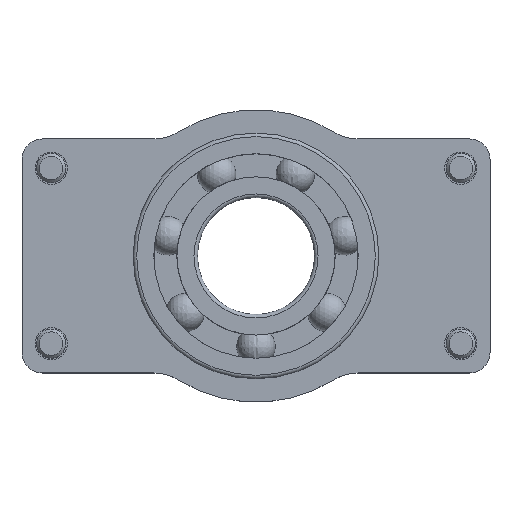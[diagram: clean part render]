
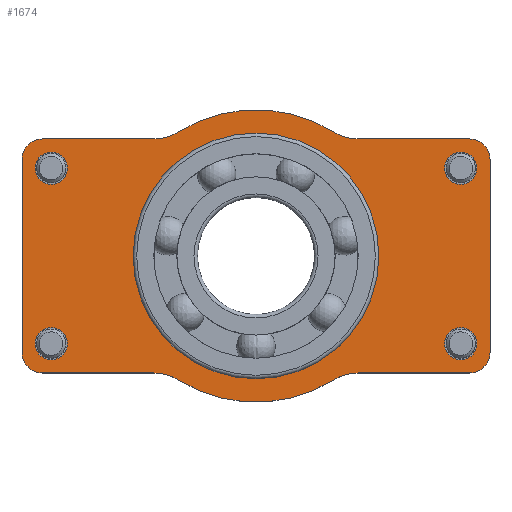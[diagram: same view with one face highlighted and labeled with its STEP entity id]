
A CAD part, top view. The second image highlights one B-rep face of the part: STEP entity #1674.
In plain terms, the highlighted planar face has unit normal (0, 0, 1).
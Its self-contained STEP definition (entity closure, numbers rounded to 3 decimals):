
#217=CARTESIAN_POINT('',(-32.25,15.0,7.5));
#218=VERTEX_POINT('',#217);
#219=CARTESIAN_POINT('',(-35.,15.0,7.5));
#220=DIRECTION('',(0.0,0.0,-1.0));
#221=DIRECTION('',(-1.0,0.0,0.0));
#222=AXIS2_PLACEMENT_3D('',#219,#220,#221);
#223=CIRCLE('',#222,2.75);
#224=EDGE_CURVE('',#218,#218,#223,.T.);
#342=CARTESIAN_POINT('',(-32.25,-15.0,7.5));
#343=VERTEX_POINT('',#342);
#344=CARTESIAN_POINT('',(-35.0,-15.0,7.5));
#345=DIRECTION('',(0.0,0.0,-1.0));
#346=DIRECTION('',(-1.0,0.0,0.0));
#347=AXIS2_PLACEMENT_3D('',#344,#345,#346);
#348=CIRCLE('',#347,2.75);
#349=EDGE_CURVE('',#343,#343,#348,.T.);
#467=CARTESIAN_POINT('',(37.75,-15.0,7.5));
#468=VERTEX_POINT('',#467);
#469=CARTESIAN_POINT('',(35.0,-15.0,7.5));
#470=DIRECTION('',(0.0,0.0,-1.0));
#471=DIRECTION('',(-1.0,0.0,0.0));
#472=AXIS2_PLACEMENT_3D('',#469,#470,#471);
#473=CIRCLE('',#472,2.75);
#474=EDGE_CURVE('',#468,#468,#473,.T.);
#592=CARTESIAN_POINT('',(37.75,15.0,7.5));
#593=VERTEX_POINT('',#592);
#594=CARTESIAN_POINT('',(35.0,15.0,7.5));
#595=DIRECTION('',(0.0,0.0,-1.0));
#596=DIRECTION('',(-1.0,0.0,0.0));
#597=AXIS2_PLACEMENT_3D('',#594,#595,#596);
#598=CIRCLE('',#597,2.75);
#599=EDGE_CURVE('',#593,#593,#598,.T.);
#1113=CARTESIAN_POINT('',(-36.5,-20.0,7.5));
#1114=VERTEX_POINT('',#1113);
#1121=CARTESIAN_POINT('',(-40.0,-16.5,7.5));
#1122=VERTEX_POINT('',#1121);
#1123=CARTESIAN_POINT('',(-36.5,-16.5,7.5));
#1124=DIRECTION('',(0.0,0.0,-1.0));
#1125=DIRECTION('',(-0.707,-0.707,0.0));
#1126=AXIS2_PLACEMENT_3D('',#1123,#1124,#1125);
#1127=CIRCLE('',#1126,3.5);
#1128=EDGE_CURVE('',#1114,#1122,#1127,.T.);
#1145=CARTESIAN_POINT('',(-17.464,-20.0,7.5));
#1146=VERTEX_POINT('',#1145);
#1153=CARTESIAN_POINT('',(-17.464,-20.0,7.5));
#1154=DIRECTION('',(-1.0,0.0,0.0));
#1155=VECTOR('',#1154,19.036);
#1156=LINE('',#1153,#1155);
#1157=EDGE_CURVE('',#1146,#1114,#1156,.T.);
#1169=CARTESIAN_POINT('',(-13.23,-21.212,7.5));
#1170=VERTEX_POINT('',#1169);
#1177=CARTESIAN_POINT('',(-17.464,-28.0,7.5));
#1178=DIRECTION('',(0.0,0.0,1.0));
#1179=DIRECTION('',(0.275,0.961,0.0));
#1180=AXIS2_PLACEMENT_3D('',#1177,#1178,#1179);
#1181=CIRCLE('',#1180,8.0);
#1182=EDGE_CURVE('',#1170,#1146,#1181,.T.);
#1194=CARTESIAN_POINT('',(13.23,-21.212,7.5));
#1195=VERTEX_POINT('',#1194);
#1202=CARTESIAN_POINT('',(0.0,0.0,7.5));
#1203=DIRECTION('',(0.0,0.0,-1.0));
#1204=DIRECTION('',(-0.6,-0.8,0.0));
#1205=AXIS2_PLACEMENT_3D('',#1202,#1203,#1204);
#1206=CIRCLE('',#1205,25.0);
#1207=EDGE_CURVE('',#1195,#1170,#1206,.T.);
#1219=CARTESIAN_POINT('',(17.464,-20.,7.5));
#1220=VERTEX_POINT('',#1219);
#1227=CARTESIAN_POINT('',(17.464,-28.0,7.5));
#1228=DIRECTION('',(0.0,0.0,1.0));
#1229=DIRECTION('',(-0.275,0.961,0.0));
#1230=AXIS2_PLACEMENT_3D('',#1227,#1228,#1229);
#1231=CIRCLE('',#1230,8.0);
#1232=EDGE_CURVE('',#1220,#1195,#1231,.T.);
#1244=CARTESIAN_POINT('',(36.5,-20.0,7.5));
#1245=VERTEX_POINT('',#1244);
#1252=CARTESIAN_POINT('',(36.5,-20.0,7.5));
#1253=DIRECTION('',(-1.0,0.0,0.0));
#1254=VECTOR('',#1253,19.036);
#1255=LINE('',#1252,#1254);
#1256=EDGE_CURVE('',#1245,#1220,#1255,.T.);
#1268=CARTESIAN_POINT('',(40.0,-16.5,7.5));
#1269=VERTEX_POINT('',#1268);
#1276=CARTESIAN_POINT('',(36.5,-16.5,7.5));
#1277=DIRECTION('',(0.0,0.0,-1.0));
#1278=DIRECTION('',(0.707,-0.707,0.0));
#1279=AXIS2_PLACEMENT_3D('',#1276,#1277,#1278);
#1280=CIRCLE('',#1279,3.5);
#1281=EDGE_CURVE('',#1269,#1245,#1280,.T.);
#1293=CARTESIAN_POINT('',(40.0,16.5,7.5));
#1294=VERTEX_POINT('',#1293);
#1301=CARTESIAN_POINT('',(40.0,16.5,7.5));
#1302=DIRECTION('',(0.0,-1.0,0.0));
#1303=VECTOR('',#1302,33.0);
#1304=LINE('',#1301,#1303);
#1305=EDGE_CURVE('',#1294,#1269,#1304,.T.);
#1352=CARTESIAN_POINT('',(-40.0,16.5,7.5));
#1353=VERTEX_POINT('',#1352);
#1360=CARTESIAN_POINT('',(-36.5,20.0,7.5));
#1361=VERTEX_POINT('',#1360);
#1362=CARTESIAN_POINT('',(-36.5,16.5,7.5));
#1363=DIRECTION('',(0.0,0.0,-1.0));
#1364=DIRECTION('',(-0.707,0.707,0.0));
#1365=AXIS2_PLACEMENT_3D('',#1362,#1363,#1364);
#1366=CIRCLE('',#1365,3.5);
#1367=EDGE_CURVE('',#1353,#1361,#1366,.T.);
#1385=CARTESIAN_POINT('',(-40.0,-16.5,7.5));
#1386=DIRECTION('',(0.0,1.0,0.0));
#1387=VECTOR('',#1386,33.0);
#1388=LINE('',#1385,#1387);
#1389=EDGE_CURVE('',#1122,#1353,#1388,.T.);
#1401=CARTESIAN_POINT('',(36.5,20.0,7.5));
#1402=VERTEX_POINT('',#1401);
#1409=CARTESIAN_POINT('',(36.5,16.5,7.5));
#1410=DIRECTION('',(0.0,0.0,-1.0));
#1411=DIRECTION('',(0.707,0.707,0.0));
#1412=AXIS2_PLACEMENT_3D('',#1409,#1410,#1411);
#1413=CIRCLE('',#1412,3.5);
#1414=EDGE_CURVE('',#1402,#1294,#1413,.T.);
#1426=CARTESIAN_POINT('',(13.23,21.212,7.5));
#1427=VERTEX_POINT('',#1426);
#1434=CARTESIAN_POINT('',(17.464,20.0,7.5));
#1435=VERTEX_POINT('',#1434);
#1436=CARTESIAN_POINT('',(17.464,28.0,7.5));
#1437=DIRECTION('',(0.0,0.0,1.0));
#1438=DIRECTION('',(-0.275,-0.961,0.0));
#1439=AXIS2_PLACEMENT_3D('',#1436,#1437,#1438);
#1440=CIRCLE('',#1439,8.0);
#1441=EDGE_CURVE('',#1427,#1435,#1440,.T.);
#1458=CARTESIAN_POINT('',(-13.23,21.212,7.5));
#1459=VERTEX_POINT('',#1458);
#1466=CARTESIAN_POINT('',(0.0,0.0,7.5));
#1467=DIRECTION('',(0.0,0.0,-1.0));
#1468=DIRECTION('',(0.6,0.8,0.0));
#1469=AXIS2_PLACEMENT_3D('',#1466,#1467,#1468);
#1470=CIRCLE('',#1469,25.0);
#1471=EDGE_CURVE('',#1459,#1427,#1470,.T.);
#1483=CARTESIAN_POINT('',(-17.464,20.,7.5));
#1484=VERTEX_POINT('',#1483);
#1491=CARTESIAN_POINT('',(-17.464,28.0,7.5));
#1492=DIRECTION('',(0.0,0.0,1.0));
#1493=DIRECTION('',(0.275,-0.961,0.0));
#1494=AXIS2_PLACEMENT_3D('',#1491,#1492,#1493);
#1495=CIRCLE('',#1494,8.0);
#1496=EDGE_CURVE('',#1484,#1459,#1495,.T.);
#1509=CARTESIAN_POINT('',(-36.5,20.0,7.5));
#1510=DIRECTION('',(1.0,0.0,0.0));
#1511=VECTOR('',#1510,19.036);
#1512=LINE('',#1509,#1511);
#1513=EDGE_CURVE('',#1361,#1484,#1512,.T.);
#1592=CARTESIAN_POINT('',(21.0,0.0,7.5));
#1593=VERTEX_POINT('',#1592);
#1594=CARTESIAN_POINT('',(0.0,0.0,7.5));
#1595=DIRECTION('',(0.0,0.0,-1.0));
#1596=DIRECTION('',(1.0,0.0,0.0));
#1597=AXIS2_PLACEMENT_3D('',#1594,#1595,#1596);
#1598=CIRCLE('',#1597,21.0);
#1599=EDGE_CURVE('',#1593,#1593,#1598,.T.);
#1626=CARTESIAN_POINT('',(17.464,20.0,7.5));
#1627=DIRECTION('',(1.0,0.0,0.0));
#1628=VECTOR('',#1627,19.036);
#1629=LINE('',#1626,#1628);
#1630=EDGE_CURVE('',#1435,#1402,#1629,.T.);
#1636=CARTESIAN_POINT('',(0.,0.,7.5));
#1637=DIRECTION('',(0.0,0.0,1.0));
#1638=DIRECTION('',(1.0,0.0,0.0));
#1639=AXIS2_PLACEMENT_3D('',#1636,#1637,#1638);
#1640=PLANE('',#1639);
#1641=ORIENTED_EDGE('',*,*,#1367,.F.);
#1642=ORIENTED_EDGE('',*,*,#1389,.F.);
#1643=ORIENTED_EDGE('',*,*,#1128,.F.);
#1644=ORIENTED_EDGE('',*,*,#1157,.F.);
#1645=ORIENTED_EDGE('',*,*,#1182,.F.);
#1646=ORIENTED_EDGE('',*,*,#1207,.F.);
#1647=ORIENTED_EDGE('',*,*,#1232,.F.);
#1648=ORIENTED_EDGE('',*,*,#1256,.F.);
#1649=ORIENTED_EDGE('',*,*,#1281,.F.);
#1650=ORIENTED_EDGE('',*,*,#1305,.F.);
#1651=ORIENTED_EDGE('',*,*,#1414,.F.);
#1652=ORIENTED_EDGE('',*,*,#1630,.F.);
#1653=ORIENTED_EDGE('',*,*,#1441,.F.);
#1654=ORIENTED_EDGE('',*,*,#1471,.F.);
#1655=ORIENTED_EDGE('',*,*,#1496,.F.);
#1656=ORIENTED_EDGE('',*,*,#1513,.F.);
#1657=EDGE_LOOP('',(#1641,#1642,#1643,#1644,#1645,#1646,#1647,#1648,#1649,#1650,#1651,#1652,#1653,#1654,#1655,#1656));
#1658=FACE_OUTER_BOUND('',#1657,.T.);
#1659=ORIENTED_EDGE('',*,*,#224,.T.);
#1660=EDGE_LOOP('',(#1659));
#1661=FACE_BOUND('',#1660,.T.);
#1662=ORIENTED_EDGE('',*,*,#349,.T.);
#1663=EDGE_LOOP('',(#1662));
#1664=FACE_BOUND('',#1663,.T.);
#1665=ORIENTED_EDGE('',*,*,#474,.T.);
#1666=EDGE_LOOP('',(#1665));
#1667=FACE_BOUND('',#1666,.T.);
#1668=ORIENTED_EDGE('',*,*,#599,.T.);
#1669=EDGE_LOOP('',(#1668));
#1670=FACE_BOUND('',#1669,.T.);
#1671=ORIENTED_EDGE('',*,*,#1599,.T.);
#1672=EDGE_LOOP('',(#1671));
#1673=FACE_BOUND('',#1672,.T.);
#1674=ADVANCED_FACE('',(#1658,#1661,#1664,#1667,#1670,#1673),#1640,.T.);
